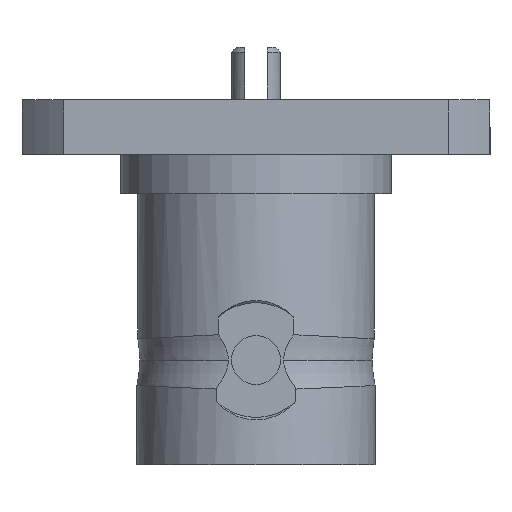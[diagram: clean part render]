
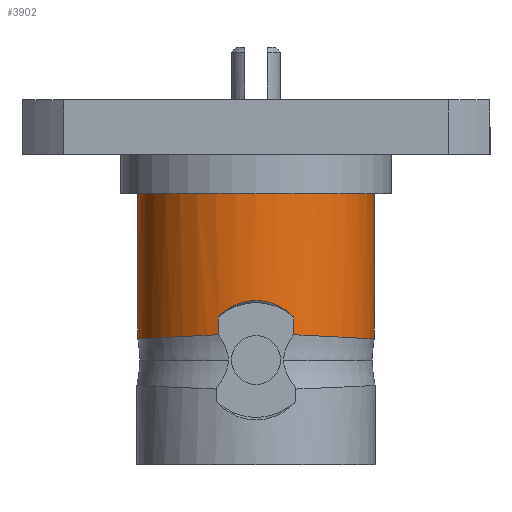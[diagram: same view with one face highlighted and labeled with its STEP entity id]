
A CAD part, front view. The second image highlights one B-rep face of the part: STEP entity #3902.
In plain terms, the highlighted cylindrical face has radius 4.8 mm (diameter 9.6 mm), a partial arc.
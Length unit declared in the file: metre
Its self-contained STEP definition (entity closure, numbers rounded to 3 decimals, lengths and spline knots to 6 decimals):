
#40 = CARTESIAN_POINT ( 'NONE',  ( -0.0048, 0., -0.0148 ) ) ;
#85 = DIRECTION ( 'NONE',  ( -1., 0., 0. ) ) ;
#168 = CARTESIAN_POINT ( 'NONE',  ( -0.004492, -0.001711, -0.009688 ) ) ;
#180 = CARTESIAN_POINT ( 'NONE',  ( -0.001096, -0.004681, -0.008437 ) ) ;
#196 = CARTESIAN_POINT ( 'NONE',  ( 0.003588, -0.003198, -0.009637 ) ) ;
#240 = ORIENTED_EDGE ( 'NONE', *, *, #2834, .F. ) ;
#241 = B_SPLINE_CURVE_WITH_KNOTS ( 'NONE', 3,
 ( #479, #2404, #780, #3027, #1108, #3344, #1444, #3680, #1768, #4019, #2083, #180, #2413, #491 ),
 .UNSPECIFIED., .F., .F.,
 ( 4, 2, 2, 2, 2, 2, 4 ),
 ( 0.000001, 0.000859, 0.001289, 0.001718, 0.002147, 0.002577, 0.003435 ),
 .UNSPECIFIED. ) ;
#336 = DIRECTION ( 'NONE',  ( 0., 0., -1. ) ) ;
#346 = ORIENTED_EDGE ( 'NONE', *, *, #2269, .T. ) ;
#365 = DIRECTION ( 'NONE',  ( 0., 0., -1. ) ) ;
#395 = DIRECTION ( 'NONE',  ( 0., 0., -1. ) ) ;
#469 = CARTESIAN_POINT ( 'NONE',  ( 0.001529, -0.00455, -0.008808 ) ) ;
#479 = CARTESIAN_POINT ( 'NONE',  ( 0.001529, -0.00455, -0.008808 ) ) ;
#485 = CARTESIAN_POINT ( 'NONE',  ( -0.004172, -0.002387, -0.009669 ) ) ;
#491 = CARTESIAN_POINT ( 'NONE',  ( -0.001529, -0.00455, -0.008808 ) ) ;
#492 = ORIENTED_EDGE ( 'NONE', *, *, #2040, .F. ) ;
#493 = CARTESIAN_POINT ( 'NONE',  ( 0.001764, -0.004471, -0.009542 ) ) ;
#505 = CARTESIAN_POINT ( 'NONE',  ( 0.004043, -0.002599, -0.009662 ) ) ;
#695 = LINE ( 'NONE', #3852, #4078 ) ;
#710 = EDGE_LOOP ( 'NONE', ( #240, #3219, #4060, #346, #492, #1894, #3949, #1571 ) ) ;
#730 = CARTESIAN_POINT ( 'NONE',  ( 0.0048, 0., -0.0148 ) ) ;
#731 = VERTEX_POINT ( 'NONE', #2318 ) ;
#774 = CARTESIAN_POINT ( 'NONE',  ( -0.0048, 0., -0.009706 ) ) ;
#778 = B_SPLINE_CURVE_WITH_KNOTS ( 'NONE', 3,
 ( #774, #3669, #2076, #168, #2409, #485, #2729, #785, #3028, #1115, #3349, #1449, #3686, #1774, #4026, #2086 ),
 .UNSPECIFIED., .F., .F.,
 ( 4, 2, 2, 2, 2, 2, 2, 4 ),
 ( 0.006483, 0.007973, 0.008718, 0.009463, 0.010208, 0.010954, 0.011699, 0.012444 ),
 .UNSPECIFIED. ) ;
#780 = CARTESIAN_POINT ( 'NONE',  ( 0.001105, -0.004679, -0.008441 ) ) ;
#785 = CARTESIAN_POINT ( 'NONE',  ( -0.003751, -0.003006, -0.009646 ) ) ;
#808 = CARTESIAN_POINT ( 'NONE',  ( 0.004396, -0.001944, -0.009682 ) ) ;
#860 = LINE ( 'NONE', #40, #2816 ) ;
#968 = VECTOR ( 'NONE', #1700, 1. ) ;
#1008 = VERTEX_POINT ( 'NONE', #469 ) ;
#1012 = LINE ( 'NONE', #730, #968 ) ;
#1040 = EDGE_CURVE ( 'NONE', #1510, #1136, #3978, .T. ) ;
#1060 = FACE_OUTER_BOUND ( 'NONE', #710, .T. ) ;
#1108 = CARTESIAN_POINT ( 'NONE',  ( 0.000574, -0.004768, -0.008221 ) ) ;
#1115 = CARTESIAN_POINT ( 'NONE',  ( -0.003238, -0.003552, -0.009618 ) ) ;
#1134 = CARTESIAN_POINT ( 'NONE',  ( 0.004722, -0.000995, -0.009701 ) ) ;
#1136 = VERTEX_POINT ( 'NONE', #2178 ) ;
#1153 = LINE ( 'NONE', #3814, #1805 ) ;
#1174 = CYLINDRICAL_SURFACE ( 'NONE', #4072, 0.0048 ) ;
#1294 = CARTESIAN_POINT ( 'NONE',  ( 0.001529, -0.00455, -0.009531 ) ) ;
#1407 = VERTEX_POINT ( 'NONE', #2015 ) ;
#1430 = VERTEX_POINT ( 'NONE', #3283 ) ;
#1444 = CARTESIAN_POINT ( 'NONE',  ( 0.00015, -0.0048, -0.008144 ) ) ;
#1449 = CARTESIAN_POINT ( 'NONE',  ( -0.002649, -0.004011, -0.009587 ) ) ;
#1454 = DIRECTION ( 'NONE',  ( 0., 0., -1. ) ) ;
#1456 = CARTESIAN_POINT ( 'NONE',  ( 0.001529, -0.00455, -0.009531 ) ) ;
#1469 = CARTESIAN_POINT ( 'NONE',  ( 0.0048, 0., -0.009706 ) ) ;
#1510 = VERTEX_POINT ( 'NONE', #1294 ) ;
#1571 = ORIENTED_EDGE ( 'NONE', *, *, #1040, .T. ) ;
#1605 = AXIS2_PLACEMENT_3D ( 'NONE', #3353, #1454, #3693 ) ;
#1700 = DIRECTION ( 'NONE',  ( 0., 0., -1. ) ) ;
#1755 = EDGE_CURVE ( 'NONE', #1008, #1407, #241, .T. ) ;
#1759 = EDGE_CURVE ( 'NONE', #4003, #1430, #3602, .T. ) ;
#1768 = CARTESIAN_POINT ( 'NONE',  ( -0.000284, -0.004794, -0.008159 ) ) ;
#1774 = CARTESIAN_POINT ( 'NONE',  ( -0.001992, -0.004374, -0.009554 ) ) ;
#1780 = CARTESIAN_POINT ( 'NONE',  ( 0.00265, -0.00401, -0.009587 ) ) ;
#1805 = VECTOR ( 'NONE', #1892, 1. ) ;
#1892 = DIRECTION ( 'NONE',  ( 0., 0., 1. ) ) ;
#1894 = ORIENTED_EDGE ( 'NONE', *, *, #1755, .F. ) ;
#1994 = CARTESIAN_POINT ( 'NONE',  ( 0., 0., -0.0148 ) ) ;
#2015 = CARTESIAN_POINT ( 'NONE',  ( -0.001529, -0.00455, -0.008808 ) ) ;
#2040 = EDGE_CURVE ( 'NONE', #1407, #731, #695, .T. ) ;
#2076 = CARTESIAN_POINT ( 'NONE',  ( -0.004723, -0.000994, -0.009701 ) ) ;
#2083 = CARTESIAN_POINT ( 'NONE',  ( -0.000705, -0.00475, -0.008264 ) ) ;
#2086 = CARTESIAN_POINT ( 'NONE',  ( -0.001529, -0.00455, -0.009531 ) ) ;
#2094 = CARTESIAN_POINT ( 'NONE',  ( 0.003238, -0.003552, -0.009618 ) ) ;
#2178 = CARTESIAN_POINT ( 'NONE',  ( 0.0048, 0., -0.009706 ) ) ;
#2269 = EDGE_CURVE ( 'NONE', #3729, #731, #778, .T. ) ;
#2318 = CARTESIAN_POINT ( 'NONE',  ( -0.001529, -0.00455, -0.009531 ) ) ;
#2404 = CARTESIAN_POINT ( 'NONE',  ( 0.001332, -0.004616, -0.008604 ) ) ;
#2409 = CARTESIAN_POINT ( 'NONE',  ( -0.004396, -0.001943, -0.009682 ) ) ;
#2413 = CARTESIAN_POINT ( 'NONE',  ( -0.001331, -0.004616, -0.008604 ) ) ;
#2414 = CARTESIAN_POINT ( 'NONE',  ( 0.001993, -0.004374, -0.009554 ) ) ;
#2429 = CARTESIAN_POINT ( 'NONE',  ( 0.003751, -0.003005, -0.009646 ) ) ;
#2729 = CARTESIAN_POINT ( 'NONE',  ( -0.004043, -0.002599, -0.009662 ) ) ;
#2747 = CARTESIAN_POINT ( 'NONE',  ( 0.004172, -0.002387, -0.009669 ) ) ;
#2816 = VECTOR ( 'NONE', #365, 1. ) ;
#2829 = CARTESIAN_POINT ( 'NONE',  ( 0.0048, 0., -0.0038 ) ) ;
#2834 = EDGE_CURVE ( 'NONE', #4003, #1136, #1012, .T. ) ;
#3027 = CARTESIAN_POINT ( 'NONE',  ( 0.00071, -0.004749, -0.008266 ) ) ;
#3028 = CARTESIAN_POINT ( 'NONE',  ( -0.003588, -0.003199, -0.009637 ) ) ;
#3043 = CARTESIAN_POINT ( 'NONE',  ( 0.004492, -0.001711, -0.009688 ) ) ;
#3176 = CARTESIAN_POINT ( 'NONE',  ( -0.0048, 0., -0.009706 ) ) ;
#3219 = ORIENTED_EDGE ( 'NONE', *, *, #1759, .T. ) ;
#3283 = CARTESIAN_POINT ( 'NONE',  ( -0.0048, 0., -0.0038 ) ) ;
#3344 = CARTESIAN_POINT ( 'NONE',  ( 0.000295, -0.004793, -0.00816 ) ) ;
#3349 = CARTESIAN_POINT ( 'NONE',  ( -0.00305, -0.003715, -0.009608 ) ) ;
#3353 = CARTESIAN_POINT ( 'NONE',  ( 0., 0., -0.0038 ) ) ;
#3369 = CARTESIAN_POINT ( 'NONE',  ( 0.0048, -0.000503, -0.009706 ) ) ;
#3602 = CIRCLE ( 'NONE', #1605, 0.0048 ) ;
#3669 = CARTESIAN_POINT ( 'NONE',  ( -0.0048, -0.000503, -0.009706 ) ) ;
#3671 = EDGE_CURVE ( 'NONE', #1510, #1008, #1153, .T. ) ;
#3680 = CARTESIAN_POINT ( 'NONE',  ( -0.000141, -0.0048, -0.008144 ) ) ;
#3686 = CARTESIAN_POINT ( 'NONE',  ( -0.002434, -0.004145, -0.009576 ) ) ;
#3693 = DIRECTION ( 'NONE',  ( -1., 0., 0. ) ) ;
#3695 = CARTESIAN_POINT ( 'NONE',  ( 0.002435, -0.004144, -0.009576 ) ) ;
#3729 = VERTEX_POINT ( 'NONE', #3176 ) ;
#3814 = CARTESIAN_POINT ( 'NONE',  ( 0.001529, -0.00455, -0.0148 ) ) ;
#3831 = EDGE_CURVE ( 'NONE', #1430, #3729, #860, .T. ) ;
#3852 = CARTESIAN_POINT ( 'NONE',  ( -0.001529, -0.00455, -0.0148 ) ) ;
#3902 = ADVANCED_FACE ( 'NONE', ( #1060 ), #1174, .T. ) ;
#3949 = ORIENTED_EDGE ( 'NONE', *, *, #3671, .F. ) ;
#3978 = B_SPLINE_CURVE_WITH_KNOTS ( 'NONE', 3,
 ( #1456, #493, #2414, #3695, #1780, #4033, #2094, #196, #2429, #505, #2747, #808, #3043, #1134, #3369, #1469 ),
 .UNSPECIFIED., .F., .F.,
 ( 4, 2, 2, 2, 2, 2, 2, 4 ),
 ( 0.000523, 0.001268, 0.002013, 0.002758, 0.003503, 0.004248, 0.004993, 0.006483 ),
 .UNSPECIFIED. ) ;
#4003 = VERTEX_POINT ( 'NONE', #2829 ) ;
#4019 = CARTESIAN_POINT ( 'NONE',  ( -0.000566, -0.004769, -0.008219 ) ) ;
#4026 = CARTESIAN_POINT ( 'NONE',  ( -0.001764, -0.004471, -0.009542 ) ) ;
#4033 = CARTESIAN_POINT ( 'NONE',  ( 0.003051, -0.003714, -0.009608 ) ) ;
#4060 = ORIENTED_EDGE ( 'NONE', *, *, #3831, .T. ) ;
#4072 = AXIS2_PLACEMENT_3D ( 'NONE', #1994, #395, #85 ) ;
#4078 = VECTOR ( 'NONE', #336, 1. ) ;
